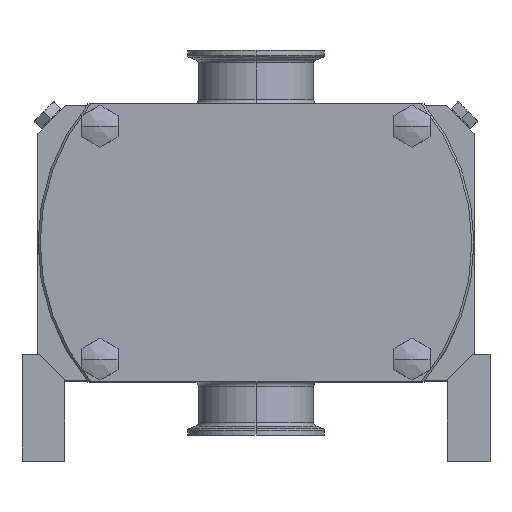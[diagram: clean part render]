
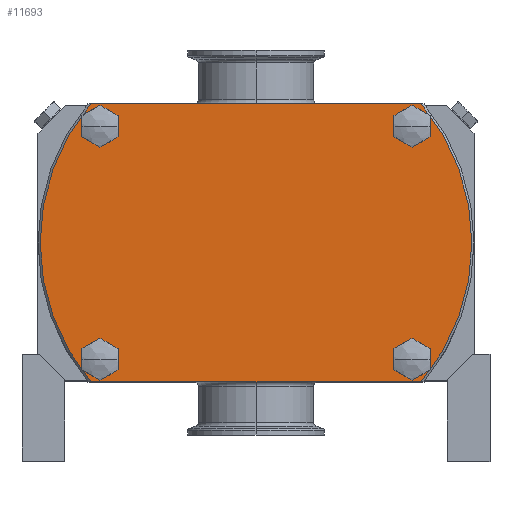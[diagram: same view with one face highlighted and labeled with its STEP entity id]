
A CAD part, top view. The second image highlights one B-rep face of the part: STEP entity #11693.
In plain terms, the highlighted planar face has unit normal (0, 0, 1).
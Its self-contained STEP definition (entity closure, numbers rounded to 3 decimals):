
#3409=CARTESIAN_POINT('',(-77.305,-65.,
92.235));
#3421=CARTESIAN_POINT('',(77.305,-65.,92.235));
#3482=CARTESIAN_POINT('',(77.305,65.,92.235));
#3494=CARTESIAN_POINT('',(-77.305,65.,92.235));
#3549=CARTESIAN_POINT('',(0.,0.,92.235));
#3550=DIRECTION('',(0.,0.,1.));
#3551=DIRECTION('',(-0.765,0.644,0.));
#3552=AXIS2_PLACEMENT_3D('',#3549,#3550,#3551);
#3554=DIRECTION('',(-1.,0.,0.));
#3555=VECTOR('',#3554,154.609);
#3556=CARTESIAN_POINT('',(77.305,65.,92.235));
#3557=LINE('',#3556,#3555);
#3558=CARTESIAN_POINT('',(0.,0.,92.235));
#3559=DIRECTION('',(0.,0.,1.));
#3560=DIRECTION('',(0.765,-0.644,0.));
#3561=AXIS2_PLACEMENT_3D('',#3558,#3559,#3560);
#3563=DIRECTION('',(1.,0.,0.));
#3564=VECTOR('',#3563,154.609);
#3565=CARTESIAN_POINT('',(-77.305,-65.,
92.235));
#3566=LINE('',#3565,#3564);
#3567=CARTESIAN_POINT('',(-73.,-54.5,92.235));
#3568=DIRECTION('',(0.,0.,-1.));
#3569=DIRECTION('',(-1.,0.,0.));
#3570=AXIS2_PLACEMENT_3D('',#3567,#3568,#3569);
#3572=CARTESIAN_POINT('',(-73.,-54.5,92.235));
#3573=DIRECTION('',(0.,0.,-1.));
#3574=DIRECTION('',(1.,0.,0.));
#3575=AXIS2_PLACEMENT_3D('',#3572,#3573,#3574);
#3577=CARTESIAN_POINT('',(73.,-54.5,92.235));
#3578=DIRECTION('',(0.,0.,-1.));
#3579=DIRECTION('',(-1.,0.,0.));
#3580=AXIS2_PLACEMENT_3D('',#3577,#3578,#3579);
#3582=CARTESIAN_POINT('',(73.,-54.5,92.235));
#3583=DIRECTION('',(0.,0.,-1.));
#3584=DIRECTION('',(1.,0.,0.));
#3585=AXIS2_PLACEMENT_3D('',#3582,#3583,#3584);
#3587=CARTESIAN_POINT('',(-73.,54.5,92.235));
#3588=DIRECTION('',(0.,0.,-1.));
#3589=DIRECTION('',(-1.,0.,0.));
#3590=AXIS2_PLACEMENT_3D('',#3587,#3588,#3589);
#3592=CARTESIAN_POINT('',(-73.,54.5,92.235));
#3593=DIRECTION('',(0.,0.,-1.));
#3594=DIRECTION('',(1.,0.,0.));
#3595=AXIS2_PLACEMENT_3D('',#3592,#3593,#3594);
#3597=CARTESIAN_POINT('',(73.,54.5,92.235));
#3598=DIRECTION('',(0.,0.,-1.));
#3599=DIRECTION('',(-1.,0.,0.));
#3600=AXIS2_PLACEMENT_3D('',#3597,#3598,#3599);
#3602=CARTESIAN_POINT('',(73.,54.5,92.235));
#3603=DIRECTION('',(0.,0.,-1.));
#3604=DIRECTION('',(1.,0.,0.));
#3605=AXIS2_PLACEMENT_3D('',#3602,#3603,#3604);
#7644=VERTEX_POINT('',#3409);
#7648=VERTEX_POINT('',#3494);
#7649=VERTEX_POINT('',#3482);
#7653=VERTEX_POINT('',#3421);
#7696=CARTESIAN_POINT('',(-80.5,-54.5,92.235));
#7697=CARTESIAN_POINT('',(-65.5,-54.5,92.235));
#7698=VERTEX_POINT('',#7696);
#7699=VERTEX_POINT('',#7697);
#7726=CARTESIAN_POINT('',(65.5,-54.5,92.235));
#7727=CARTESIAN_POINT('',(80.5,-54.5,92.235));
#7728=VERTEX_POINT('',#7726);
#7729=VERTEX_POINT('',#7727);
#7756=CARTESIAN_POINT('',(-80.5,54.5,92.235));
#7757=CARTESIAN_POINT('',(-65.5,54.5,92.235));
#7758=VERTEX_POINT('',#7756);
#7759=VERTEX_POINT('',#7757);
#7786=CARTESIAN_POINT('',(65.5,54.5,92.235));
#7787=CARTESIAN_POINT('',(80.5,54.5,92.235));
#7788=VERTEX_POINT('',#7786);
#7789=VERTEX_POINT('',#7787);
#11657=CARTESIAN_POINT('',(0.,0.,92.235));
#11658=DIRECTION('',(0.,0.,1.));
#11659=DIRECTION('',(0.,1.,0.));
#11660=AXIS2_PLACEMENT_3D('',#11657,#11658,#11659);
#11661=PLANE('',#11660);
#11663=ORIENTED_EDGE('',*,*,#11662,.F.);
#11664=ORIENTED_EDGE('',*,*,#11580,.F.);
#11665=ORIENTED_EDGE('',*,*,#11652,.F.);
#11666=ORIENTED_EDGE('',*,*,#11512,.F.);
#11667=EDGE_LOOP('',(#11663,#11664,#11665,#11666));
#11668=FACE_OUTER_BOUND('',#11667,.F.);
#11670=ORIENTED_EDGE('',*,*,#11669,.F.);
#11672=ORIENTED_EDGE('',*,*,#11671,.F.);
#11673=EDGE_LOOP('',(#11670,#11672));
#11674=FACE_BOUND('',#11673,.F.);
#11676=ORIENTED_EDGE('',*,*,#11675,.F.);
#11678=ORIENTED_EDGE('',*,*,#11677,.F.);
#11679=EDGE_LOOP('',(#11676,#11678));
#11680=FACE_BOUND('',#11679,.F.);
#11682=ORIENTED_EDGE('',*,*,#11681,.F.);
#11684=ORIENTED_EDGE('',*,*,#11683,.F.);
#11685=EDGE_LOOP('',(#11682,#11684));
#11686=FACE_BOUND('',#11685,.F.);
#11688=ORIENTED_EDGE('',*,*,#11687,.F.);
#11690=ORIENTED_EDGE('',*,*,#11689,.F.);
#11691=EDGE_LOOP('',(#11688,#11690));
#11692=FACE_BOUND('',#11691,.F.);
#11693=ADVANCED_FACE('',(#11668,#11674,#11680,#11686,#11692),#11661,.T.);
#3553=CIRCLE('',#3552,101.);
#3562=CIRCLE('',#3561,101.);
#3571=CIRCLE('',#3570,7.5);
#3576=CIRCLE('',#3575,7.5);
#3581=CIRCLE('',#3580,7.5);
#3586=CIRCLE('',#3585,7.5);
#3591=CIRCLE('',#3590,7.5);
#3596=CIRCLE('',#3595,7.5);
#3601=CIRCLE('',#3600,7.5);
#3606=CIRCLE('',#3605,7.5);
#11512=EDGE_CURVE('',#7644,#7653,#3566,.T.);
#11580=EDGE_CURVE('',#7649,#7648,#3557,.T.);
#11652=EDGE_CURVE('',#7653,#7649,#3562,.T.);
#11662=EDGE_CURVE('',#7648,#7644,#3553,.T.);
#11669=EDGE_CURVE('',#7698,#7699,#3571,.T.);
#11671=EDGE_CURVE('',#7699,#7698,#3576,.T.);
#11675=EDGE_CURVE('',#7728,#7729,#3581,.T.);
#11677=EDGE_CURVE('',#7729,#7728,#3586,.T.);
#11681=EDGE_CURVE('',#7758,#7759,#3591,.T.);
#11683=EDGE_CURVE('',#7759,#7758,#3596,.T.);
#11687=EDGE_CURVE('',#7788,#7789,#3601,.T.);
#11689=EDGE_CURVE('',#7789,#7788,#3606,.T.);
